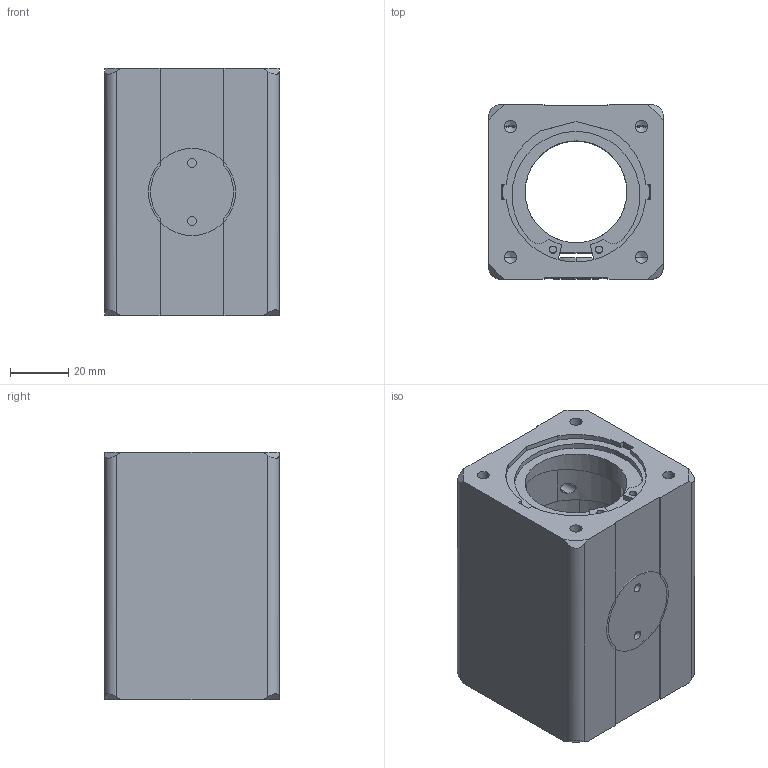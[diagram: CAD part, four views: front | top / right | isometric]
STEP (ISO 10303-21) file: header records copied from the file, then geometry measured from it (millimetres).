
FILE_DESCRIPTION (( 'STEP AP214' ), '1' );
FILE_NAME ('RS4-25-4.STEP', '2019-10-17T09:43:20', ( '' ), ( '' ), 'SwSTEP 2.0', 'SolidWorks 2019', '' );
FILE_SCHEMA (( 'AUTOMOTIVE_DESIGN' ));
Length unit declared in the file: millimetre
Products named in the file (1): RS4-25-4
Bounding box: 60 x 60 x 85 mm (x, y, z)
Volume: 150604.9 mm3; surface area: 51347.3 mm2
Topology: 7 solids, 7 shells, 251 faces, 675 edges, 436 vertices
Faces by surface type: cylinder 113, plane 88, cone 26, bspline 22, torus 2
Entity records: 12010 total; most frequent: CARTESIAN_POINT 2961, ORIENTED_EDGE 1318, DIRECTION 1237, EDGE_CURVE 659, AXIS2_PLACEMENT_3D 444, VERTEX_POINT 436, LINE 349, VECTOR 349
